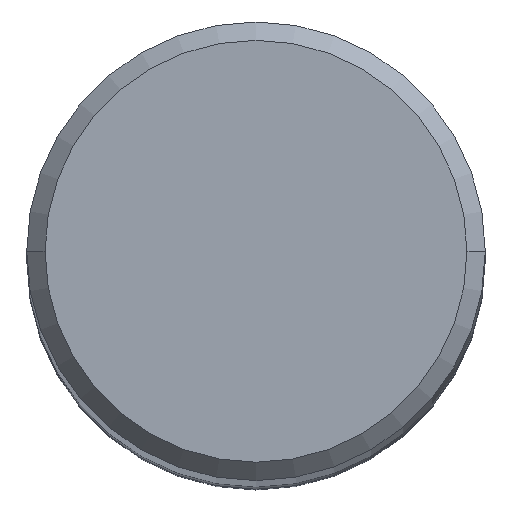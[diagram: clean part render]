
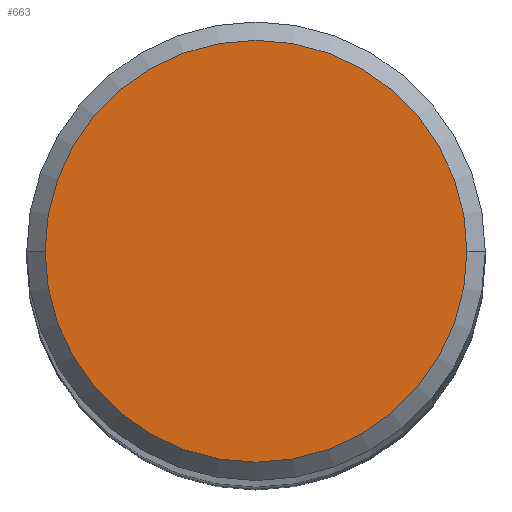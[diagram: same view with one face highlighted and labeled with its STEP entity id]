
A CAD part, top view. The second image highlights one B-rep face of the part: STEP entity #663.
In plain terms, the highlighted planar face has unit normal (0, 0, 1).
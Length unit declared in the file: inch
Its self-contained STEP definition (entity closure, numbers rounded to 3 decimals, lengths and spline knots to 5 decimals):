
#48 = VERTEX_POINT ( 'NONE', #174 ) ;
#62 = CARTESIAN_POINT ( 'NONE',  ( 0., 0., 0. ) ) ;
#75 = ORIENTED_EDGE ( 'NONE', *, *, #97, .T. ) ;
#91 = AXIS2_PLACEMENT_3D ( 'NONE', #62, #573, #203 ) ;
#92 = CIRCLE ( 'NONE', #212, 0.23 ) ;
#97 = EDGE_CURVE ( 'NONE', #48, #503, #600, .T. ) ;
#167 = CARTESIAN_POINT ( 'NONE',  ( 0., 0., 0. ) ) ;
#174 = CARTESIAN_POINT ( 'NONE',  ( -0.23, 0., 0. ) ) ;
#203 = DIRECTION ( 'NONE',  ( 1., 0., 0. ) ) ;
#212 = AXIS2_PLACEMENT_3D ( 'NONE', #167, #349, #597 ) ;
#282 = EDGE_LOOP ( 'NONE', ( #75, #799 ) ) ;
#340 = DIRECTION ( 'NONE',  ( 0., 0., -1. ) ) ;
#349 = DIRECTION ( 'NONE',  ( 0., 0., 1. ) ) ;
#352 = CARTESIAN_POINT ( 'NONE',  ( 0.23, 0., 0. ) ) ;
#366 = AXIS2_PLACEMENT_3D ( 'NONE', #716, #340, #595 ) ;
#385 = FACE_OUTER_BOUND ( 'NONE', #282, .T. ) ;
#449 = EDGE_CURVE ( 'NONE', #503, #48, #92, .T. ) ;
#487 = PLANE ( 'NONE',  #366 ) ;
#503 = VERTEX_POINT ( 'NONE', #352 ) ;
#573 = DIRECTION ( 'NONE',  ( 0., 0., 1. ) ) ;
#595 = DIRECTION ( 'NONE',  ( -1., 0., 0. ) ) ;
#597 = DIRECTION ( 'NONE',  ( 1., 0., 0. ) ) ;
#600 = CIRCLE ( 'NONE', #91, 0.23 ) ;
#663 = ADVANCED_FACE ( 'NONE', ( #385 ), #487, .F. ) ;
#716 = CARTESIAN_POINT ( 'NONE',  ( 0., 0.23, 0. ) ) ;
#799 = ORIENTED_EDGE ( 'NONE', *, *, #449, .T. ) ;
